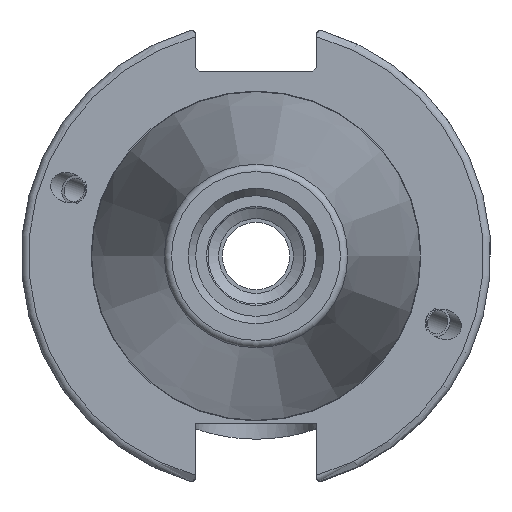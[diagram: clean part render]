
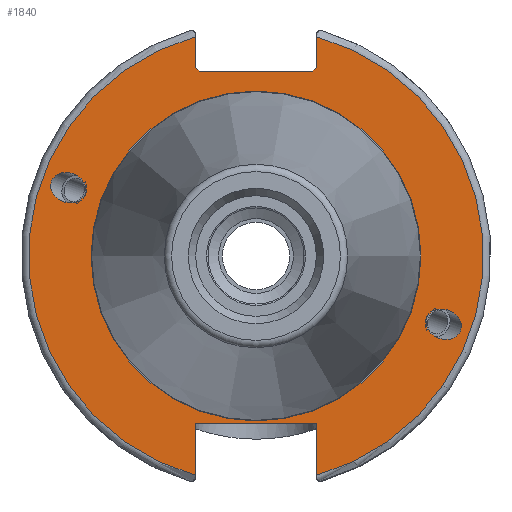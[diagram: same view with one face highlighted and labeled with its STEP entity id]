
A CAD part, left-side view. The second image highlights one B-rep face of the part: STEP entity #1840.
In plain terms, the highlighted planar face has unit normal (-1, 0, 0).
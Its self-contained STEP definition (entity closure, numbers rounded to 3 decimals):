
#41=ELLIPSE('',#2043,2.442,2.);
#50=ELLIPSE('',#2066,2.442,2.);
#127=FACE_BOUND('',#346,.T.);
#128=FACE_BOUND('',#347,.T.);
#129=FACE_BOUND('',#348,.T.);
#144=PLANE('',#2085);
#228=FACE_OUTER_BOUND('',#345,.T.);
#345=EDGE_LOOP('',(#1502,#1503,#1504,#1505,#1506,#1507,#1508,#1509,#1510,
#1511));
#346=EDGE_LOOP('',(#1512));
#347=EDGE_LOOP('',(#1513));
#348=EDGE_LOOP('',(#1514));
#441=LINE('',#3308,#535);
#442=LINE('',#3312,#536);
#443=LINE('',#3314,#537);
#444=LINE('',#3316,#538);
#445=LINE('',#3318,#539);
#446=LINE('',#3320,#540);
#447=LINE('',#3324,#541);
#448=LINE('',#3325,#542);
#535=VECTOR('',#2562,10.);
#536=VECTOR('',#2565,10.);
#537=VECTOR('',#2566,10.);
#538=VECTOR('',#2567,10.);
#539=VECTOR('',#2568,10.);
#540=VECTOR('',#2569,10.);
#541=VECTOR('',#2572,10.);
#542=VECTOR('',#2573,10.);
#678=CIRCLE('',#2083,22.3);
#680=CIRCLE('',#2086,30.75);
#681=CIRCLE('',#2087,30.75);
#802=VERTEX_POINT('',#3225);
#815=VERTEX_POINT('',#3268);
#825=VERTEX_POINT('',#3301);
#826=VERTEX_POINT('',#3306);
#827=VERTEX_POINT('',#3307);
#828=VERTEX_POINT('',#3309);
#829=VERTEX_POINT('',#3311);
#830=VERTEX_POINT('',#3313);
#831=VERTEX_POINT('',#3315);
#832=VERTEX_POINT('',#3317);
#833=VERTEX_POINT('',#3319);
#834=VERTEX_POINT('',#3321);
#835=VERTEX_POINT('',#3323);
#1030=EDGE_CURVE('',#802,#802,#41,.T.);
#1051=EDGE_CURVE('',#815,#815,#50,.T.);
#1066=EDGE_CURVE('',#825,#825,#678,.T.);
#1068=EDGE_CURVE('',#826,#827,#441,.T.);
#1069=EDGE_CURVE('',#828,#827,#680,.T.);
#1070=EDGE_CURVE('',#828,#829,#442,.T.);
#1071=EDGE_CURVE('',#830,#829,#443,.T.);
#1072=EDGE_CURVE('',#830,#831,#444,.T.);
#1073=EDGE_CURVE('',#832,#831,#445,.T.);
#1074=EDGE_CURVE('',#832,#833,#446,.T.);
#1075=EDGE_CURVE('',#834,#833,#681,.T.);
#1076=EDGE_CURVE('',#834,#835,#447,.T.);
#1077=EDGE_CURVE('',#835,#826,#448,.T.);
#1502=ORIENTED_EDGE('',*,*,#1068,.T.);
#1503=ORIENTED_EDGE('',*,*,#1069,.F.);
#1504=ORIENTED_EDGE('',*,*,#1070,.T.);
#1505=ORIENTED_EDGE('',*,*,#1071,.F.);
#1506=ORIENTED_EDGE('',*,*,#1072,.T.);
#1507=ORIENTED_EDGE('',*,*,#1073,.F.);
#1508=ORIENTED_EDGE('',*,*,#1074,.T.);
#1509=ORIENTED_EDGE('',*,*,#1075,.F.);
#1510=ORIENTED_EDGE('',*,*,#1076,.T.);
#1511=ORIENTED_EDGE('',*,*,#1077,.T.);
#1512=ORIENTED_EDGE('',*,*,#1030,.T.);
#1513=ORIENTED_EDGE('',*,*,#1051,.T.);
#1514=ORIENTED_EDGE('',*,*,#1066,.F.);
#1840=ADVANCED_FACE('',(#228,#127,#128,#129),#144,.T.);
#2043=AXIS2_PLACEMENT_3D('',#3227,#2463,#2464);
#2066=AXIS2_PLACEMENT_3D('',#3270,#2516,#2517);
#2083=AXIS2_PLACEMENT_3D('',#3303,#2556,#2557);
#2085=AXIS2_PLACEMENT_3D('',#3305,#2560,#2561);
#2086=AXIS2_PLACEMENT_3D('',#3310,#2563,#2564);
#2087=AXIS2_PLACEMENT_3D('',#3322,#2570,#2571);
#2463=DIRECTION('center_axis',(1.,0.,0.));
#2464=DIRECTION('ref_axis',(0.,-0.94,-0.342));
#2516=DIRECTION('center_axis',(1.,0.,0.));
#2517=DIRECTION('ref_axis',(0.,0.94,0.342));
#2556=DIRECTION('center_axis',(-1.,0.,0.));
#2557=DIRECTION('ref_axis',(0.,-1.,0.));
#2560=DIRECTION('center_axis',(-1.,0.,0.));
#2561=DIRECTION('ref_axis',(0.,0.,1.));
#2562=DIRECTION('',(0.,0.,-1.));
#2563=DIRECTION('center_axis',(1.,0.,0.));
#2564=DIRECTION('ref_axis',(0.,-1.,0.));
#2565=DIRECTION('',(0.,0.,-1.));
#2566=DIRECTION('',(0.,-0.707,0.707));
#2567=DIRECTION('',(0.,1.,0.));
#2568=DIRECTION('',(0.,-0.707,-0.707));
#2569=DIRECTION('',(0.,0.,1.));
#2570=DIRECTION('center_axis',(1.,0.,0.));
#2571=DIRECTION('ref_axis',(0.,1.,0.));
#2572=DIRECTION('',(0.,0.,1.));
#2573=DIRECTION('',(0.,-1.,0.));
#3225=CARTESIAN_POINT('',(3.175,-23.077,-8.399));
#3227=CARTESIAN_POINT('Origin',(3.175,-25.372,-9.235));
#3268=CARTESIAN_POINT('',(3.175,23.077,8.399));
#3270=CARTESIAN_POINT('Origin',(3.175,25.372,9.235));
#3301=CARTESIAN_POINT('',(3.175,0.,22.3));
#3303=CARTESIAN_POINT('Origin',(3.175,0.,0.));
#3305=CARTESIAN_POINT('Origin',(3.175,31.75,0.));
#3306=CARTESIAN_POINT('',(3.175,-8.19,-22.6));
#3307=CARTESIAN_POINT('',(3.175,-8.19,-29.639));
#3308=CARTESIAN_POINT('',(3.175,-8.19,-11.3));
#3309=CARTESIAN_POINT('',(3.175,-8.19,29.639));
#3310=CARTESIAN_POINT('Origin',(3.175,0.,0.));
#3311=CARTESIAN_POINT('',(3.175,-8.19,25.5));
#3312=CARTESIAN_POINT('',(3.175,-8.19,12.5));
#3313=CARTESIAN_POINT('',(3.175,-7.69,25.));
#3314=CARTESIAN_POINT('',(3.175,8.295,9.015));
#3315=CARTESIAN_POINT('',(3.175,7.69,25.));
#3316=CARTESIAN_POINT('',(3.175,15.875,25.));
#3317=CARTESIAN_POINT('',(3.175,8.19,25.5));
#3318=CARTESIAN_POINT('',(3.175,7.58,24.89));
#3319=CARTESIAN_POINT('',(3.175,8.19,29.639));
#3320=CARTESIAN_POINT('',(3.175,8.19,12.5));
#3321=CARTESIAN_POINT('',(3.175,8.19,-29.639));
#3322=CARTESIAN_POINT('Origin',(3.175,0.,0.));
#3323=CARTESIAN_POINT('',(3.175,8.19,-22.6));
#3324=CARTESIAN_POINT('',(3.175,8.19,-11.3));
#3325=CARTESIAN_POINT('',(3.175,15.875,-22.6));
